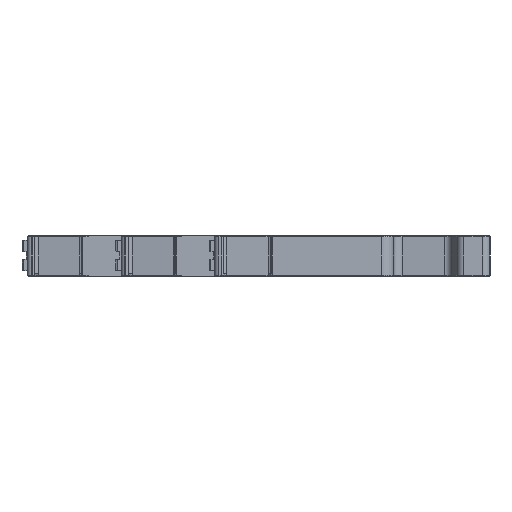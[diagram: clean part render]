
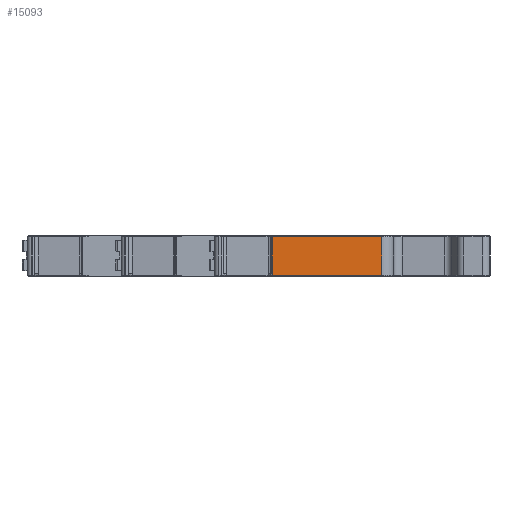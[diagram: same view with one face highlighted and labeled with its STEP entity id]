
A CAD part, left-side view. The second image highlights one B-rep face of the part: STEP entity #15093.
In plain terms, the highlighted planar face has unit normal (-1, 0, 0).
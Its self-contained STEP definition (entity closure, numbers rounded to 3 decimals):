
#406=PLANE('',#16422);
#1569=LINE('',#22853,#3002);
#1570=LINE('',#22861,#3003);
#1735=LINE('',#24209,#3168);
#1736=LINE('',#24210,#3169);
#3002=VECTOR('',#17977,1000.);
#3003=VECTOR('',#17986,1000.);
#3168=VECTOR('',#19283,1000.);
#3169=VECTOR('',#19284,1000.);
#5759=ORIENTED_EDGE('',*,*,#9705,.T.);
#5760=ORIENTED_EDGE('',*,*,#9164,.F.);
#5761=ORIENTED_EDGE('',*,*,#9706,.F.);
#5762=ORIENTED_EDGE('',*,*,#9168,.F.);
#9164=EDGE_CURVE('',#11321,#11322,#1569,.T.);
#9168=EDGE_CURVE('',#11323,#11324,#1570,.T.);
#9705=EDGE_CURVE('',#11323,#11322,#1735,.T.);
#9706=EDGE_CURVE('',#11324,#11321,#1736,.T.);
#11321=VERTEX_POINT('',#22854);
#11322=VERTEX_POINT('',#22855);
#11323=VERTEX_POINT('',#22860);
#11324=VERTEX_POINT('',#22862);
#12932=EDGE_LOOP('',(#5759,#5760,#5761,#5762));
#13831=FACE_BOUND('',#12932,.T.);
#15093=ADVANCED_FACE('',(#13831),#406,.F.);
#16422=AXIS2_PLACEMENT_3D('',#24208,#19281,#19282);
#17977=DIRECTION('',(0.,0.,1.));
#17986=DIRECTION('',(0.,0.,-1.));
#19281=DIRECTION('',(1.,0.,0.));
#19282=DIRECTION('',(0.,-1.,0.));
#19283=DIRECTION('',(0.,1.,0.));
#19284=DIRECTION('',(0.,1.,0.));
#22853=CARTESIAN_POINT('',(-45.7,-21.75,44.85));
#22854=CARTESIAN_POINT('',(-45.7,-21.75,44.95));
#22855=CARTESIAN_POINT('',(-45.7,-21.75,49.9));
#22860=CARTESIAN_POINT('',(-45.7,-35.8,49.9));
#22861=CARTESIAN_POINT('',(-45.7,-35.8,44.85));
#22862=CARTESIAN_POINT('',(-45.7,-35.8,44.95));
#24208=CARTESIAN_POINT('',(-45.7,-23.45,44.85));
#24209=CARTESIAN_POINT('',(-45.7,-33.95,49.9));
#24210=CARTESIAN_POINT('',(-45.7,-22.009,44.95));
